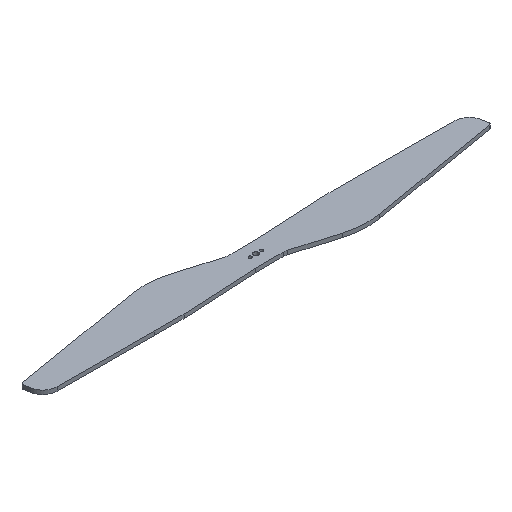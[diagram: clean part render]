
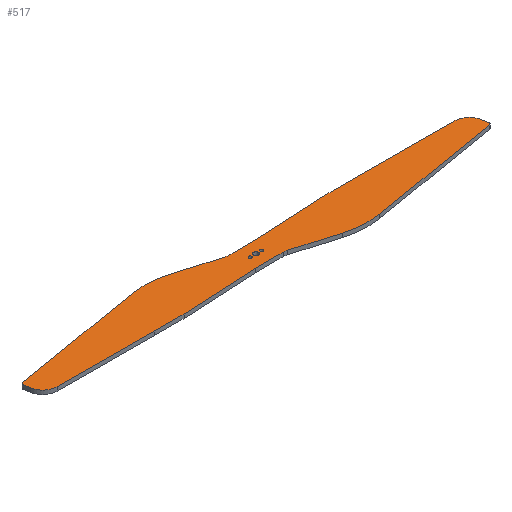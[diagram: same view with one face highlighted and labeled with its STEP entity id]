
A CAD part, isometric view. The second image highlights one B-rep face of the part: STEP entity #517.
In plain terms, the highlighted planar face has unit normal (0, 0, 1).
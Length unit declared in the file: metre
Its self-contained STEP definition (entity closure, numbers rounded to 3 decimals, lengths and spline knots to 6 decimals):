
#22=LINE('',#758,#72);
#26=LINE('',#767,#76);
#30=LINE('',#776,#80);
#32=LINE('',#780,#82);
#36=LINE('',#789,#86);
#42=LINE('',#802,#92);
#45=LINE('',#808,#95);
#48=LINE('',#814,#98);
#49=LINE('',#823,#99);
#50=LINE('',#827,#100);
#51=LINE('',#831,#101);
#52=LINE('',#835,#102);
#53=LINE('',#837,#103);
#54=LINE('',#839,#104);
#72=VECTOR('',#608,1.);
#76=VECTOR('',#614,1.);
#80=VECTOR('',#620,1.);
#82=VECTOR('',#624,1.);
#86=VECTOR('',#630,1.);
#92=VECTOR('',#638,1.);
#95=VECTOR('',#643,1.);
#98=VECTOR('',#648,1.);
#99=VECTOR('',#659,1.);
#100=VECTOR('',#662,1.);
#101=VECTOR('',#665,1.);
#102=VECTOR('',#668,1.);
#103=VECTOR('',#669,1.);
#104=VECTOR('',#670,1.);
#128=PLANE('',#561);
#172=ORIENTED_EDGE('',*,*,#310,.F.);
#173=ORIENTED_EDGE('',*,*,#313,.T.);
#174=ORIENTED_EDGE('',*,*,#314,.F.);
#175=ORIENTED_EDGE('',*,*,#315,.T.);
#176=ORIENTED_EDGE('',*,*,#316,.F.);
#177=ORIENTED_EDGE('',*,*,#317,.T.);
#178=ORIENTED_EDGE('',*,*,#318,.F.);
#179=ORIENTED_EDGE('',*,*,#319,.T.);
#180=ORIENTED_EDGE('',*,*,#320,.F.);
#181=ORIENTED_EDGE('',*,*,#321,.F.);
#182=ORIENTED_EDGE('',*,*,#322,.F.);
#183=ORIENTED_EDGE('',*,*,#284,.F.);
#184=ORIENTED_EDGE('',*,*,#323,.T.);
#185=ORIENTED_EDGE('',*,*,#288,.F.);
#186=ORIENTED_EDGE('',*,*,#324,.T.);
#187=ORIENTED_EDGE('',*,*,#292,.F.);
#188=ORIENTED_EDGE('',*,*,#325,.T.);
#189=ORIENTED_EDGE('',*,*,#294,.F.);
#190=ORIENTED_EDGE('',*,*,#326,.T.);
#191=ORIENTED_EDGE('',*,*,#298,.F.);
#192=ORIENTED_EDGE('',*,*,#304,.F.);
#193=ORIENTED_EDGE('',*,*,#307,.F.);
#194=ORIENTED_EDGE('',*,*,#281,.F.);
#195=ORIENTED_EDGE('',*,*,#311,.F.);
#196=ORIENTED_EDGE('',*,*,#327,.F.);
#281=EDGE_CURVE('',#353,#353,#403,.T.);
#284=EDGE_CURVE('',#356,#357,#22,.T.);
#288=EDGE_CURVE('',#360,#361,#26,.T.);
#292=EDGE_CURVE('',#364,#365,#30,.T.);
#294=EDGE_CURVE('',#366,#367,#32,.T.);
#298=EDGE_CURVE('',#370,#371,#36,.T.);
#304=EDGE_CURVE('',#375,#370,#42,.T.);
#307=EDGE_CURVE('',#377,#375,#45,.T.);
#310=EDGE_CURVE('',#379,#377,#48,.T.);
#311=EDGE_CURVE('',#380,#380,#404,.T.);
#313=EDGE_CURVE('',#379,#382,#406,.F.);
#314=EDGE_CURVE('',#383,#382,#49,.T.);
#315=EDGE_CURVE('',#383,#384,#407,.T.);
#316=EDGE_CURVE('',#385,#384,#50,.T.);
#317=EDGE_CURVE('',#385,#386,#408,.T.);
#318=EDGE_CURVE('',#387,#386,#51,.T.);
#319=EDGE_CURVE('',#387,#388,#409,.T.);
#320=EDGE_CURVE('',#389,#388,#52,.T.);
#321=EDGE_CURVE('',#390,#389,#53,.T.);
#322=EDGE_CURVE('',#357,#390,#54,.T.);
#323=EDGE_CURVE('',#356,#361,#410,.F.);
#324=EDGE_CURVE('',#360,#365,#411,.T.);
#325=EDGE_CURVE('',#364,#367,#412,.T.);
#326=EDGE_CURVE('',#366,#371,#413,.T.);
#327=EDGE_CURVE('',#391,#391,#414,.T.);
#353=VERTEX_POINT('',#751);
#356=VERTEX_POINT('',#757);
#357=VERTEX_POINT('',#759);
#360=VERTEX_POINT('',#766);
#361=VERTEX_POINT('',#768);
#364=VERTEX_POINT('',#775);
#365=VERTEX_POINT('',#777);
#366=VERTEX_POINT('',#781);
#367=VERTEX_POINT('',#782);
#370=VERTEX_POINT('',#790);
#371=VERTEX_POINT('',#791);
#375=VERTEX_POINT('',#801);
#377=VERTEX_POINT('',#807);
#379=VERTEX_POINT('',#813);
#380=VERTEX_POINT('',#817);
#382=VERTEX_POINT('',#822);
#383=VERTEX_POINT('',#824);
#384=VERTEX_POINT('',#826);
#385=VERTEX_POINT('',#828);
#386=VERTEX_POINT('',#830);
#387=VERTEX_POINT('',#832);
#388=VERTEX_POINT('',#834);
#389=VERTEX_POINT('',#836);
#390=VERTEX_POINT('',#838);
#391=VERTEX_POINT('',#845);
#403=CIRCLE('',#549,0.0025);
#404=CIRCLE('',#559,0.0015);
#406=CIRCLE('',#562,0.015);
#407=CIRCLE('',#563,0.08);
#408=CIRCLE('',#564,0.002);
#409=CIRCLE('',#565,0.015);
#410=CIRCLE('',#566,0.015);
#411=CIRCLE('',#567,0.08);
#412=CIRCLE('',#568,0.002);
#413=CIRCLE('',#569,0.015);
#414=CIRCLE('',#570,0.0015);
#436=EDGE_LOOP('',(#172,#173,#174,#175,#176,#177,#178,#179,#180,#181,#182,
#183,#184,#185,#186,#187,#188,#189,#190,#191,#192,#193));
#437=EDGE_LOOP('',(#194));
#438=EDGE_LOOP('',(#195));
#439=EDGE_LOOP('',(#196));
#472=FACE_BOUND('',#436,.T.);
#473=FACE_BOUND('',#437,.T.);
#474=FACE_BOUND('',#438,.T.);
#475=FACE_BOUND('',#439,.T.);
#517=ADVANCED_FACE('',(#472,#473,#474,#475),#128,.T.);
#549=AXIS2_PLACEMENT_3D('',#750,#602,#603);
#559=AXIS2_PLACEMENT_3D('',#816,#651,#652);
#561=AXIS2_PLACEMENT_3D('',#820,#655,#656);
#562=AXIS2_PLACEMENT_3D('',#821,#657,#658);
#563=AXIS2_PLACEMENT_3D('',#825,#660,#661);
#564=AXIS2_PLACEMENT_3D('',#829,#663,#664);
#565=AXIS2_PLACEMENT_3D('',#833,#666,#667);
#566=AXIS2_PLACEMENT_3D('',#840,#671,#672);
#567=AXIS2_PLACEMENT_3D('',#841,#673,#674);
#568=AXIS2_PLACEMENT_3D('',#842,#675,#676);
#569=AXIS2_PLACEMENT_3D('',#843,#677,#678);
#570=AXIS2_PLACEMENT_3D('',#844,#679,#680);
#602=DIRECTION('',(0.,0.,1.));
#603=DIRECTION('',(1.,0.,0.));
#608=DIRECTION('',(1.,0.,0.));
#614=DIRECTION('',(0.959,-0.284,0.));
#620=DIRECTION('',(0.986,0.166,0.));
#624=DIRECTION('',(-0.166,0.986,0.));
#630=DIRECTION('',(-1.,0.005,0.));
#638=DIRECTION('',(-1.,0.,0.));
#643=DIRECTION('',(-0.999,-0.052,0.));
#648=DIRECTION('',(-1.,0.,0.));
#651=DIRECTION('',(0.,0.,1.));
#652=DIRECTION('',(1.,0.,0.));
#655=DIRECTION('',(0.,0.,1.));
#656=DIRECTION('',(1.,0.,0.));
#657=DIRECTION('',(0.,0.,1.));
#658=DIRECTION('',(-1.,0.,0.));
#659=DIRECTION('',(-0.959,0.284,0.));
#660=DIRECTION('',(0.,0.,1.));
#661=DIRECTION('',(-1.,0.,0.));
#662=DIRECTION('',(-0.986,-0.166,0.));
#663=DIRECTION('',(0.,0.,1.));
#664=DIRECTION('',(-1.,0.,0.));
#665=DIRECTION('',(0.166,-0.986,0.));
#666=DIRECTION('',(0.,0.,1.));
#667=DIRECTION('',(-1.,0.,0.));
#668=DIRECTION('',(1.,-0.005,0.));
#669=DIRECTION('',(1.,0.,0.));
#670=DIRECTION('',(0.999,0.052,0.));
#671=DIRECTION('',(0.,0.,1.));
#672=DIRECTION('',(1.,0.,0.));
#673=DIRECTION('',(0.,0.,1.));
#674=DIRECTION('',(1.,0.,0.));
#675=DIRECTION('',(0.,0.,1.));
#676=DIRECTION('',(1.,0.,0.));
#677=DIRECTION('',(0.,0.,1.));
#678=DIRECTION('',(1.,0.,0.));
#679=DIRECTION('',(0.,0.,1.));
#680=DIRECTION('',(-1.,0.,0.));
#750=CARTESIAN_POINT('',(0.,0.,0.004));
#751=CARTESIAN_POINT('',(0.0025,0.,0.004));
#757=CARTESIAN_POINT('',(-0.015146,0.0125,0.004));
#758=CARTESIAN_POINT('',(-0.00866,0.0125,0.004));
#759=CARTESIAN_POINT('',(0.013229,0.0125,0.004));
#766=CARTESIAN_POINT('',(-0.06226,0.025811,0.004));
#767=CARTESIAN_POINT('',(-0.04866,0.021783,0.004));
#768=CARTESIAN_POINT('',(-0.019406,0.013118,0.004));
#775=CARTESIAN_POINT('',(-0.233028,0.005332,0.004));
#776=CARTESIAN_POINT('',(-0.1575,0.018033,0.004));
#777=CARTESIAN_POINT('',(-0.098246,0.027997,0.004));
#780=CARTESIAN_POINT('',(-0.233234,-0.0055,0.004));
#781=CARTESIAN_POINT('',(-0.233563,-0.003547,0.004));
#782=CARTESIAN_POINT('',(-0.234668,0.003028,0.004));
#789=CARTESIAN_POINT('',(-0.175734,-0.016262,0.004));
#790=CARTESIAN_POINT('',(-0.12,-0.016523,0.004));
#791=CARTESIAN_POINT('',(-0.218841,-0.016059,0.004));
#801=CARTESIAN_POINT('',(-0.09,-0.016523,0.004));
#802=CARTESIAN_POINT('',(-0.105,-0.016523,0.004));
#807=CARTESIAN_POINT('',(-0.013229,-0.0125,0.004));
#808=CARTESIAN_POINT('',(-0.051614,-0.014512,0.004));
#813=CARTESIAN_POINT('',(0.015146,-0.0125,0.004));
#814=CARTESIAN_POINT('',(-0.006614,-0.0125,0.004));
#816=CARTESIAN_POINT('',(-0.006,0.,0.004));
#817=CARTESIAN_POINT('',(-0.0045,0.,0.004));
#820=CARTESIAN_POINT('',(-0.1075,0.004606,0.004));
#821=CARTESIAN_POINT('',(0.015146,-0.0275,0.004));
#822=CARTESIAN_POINT('',(0.019406,-0.013118,0.004));
#823=CARTESIAN_POINT('',(0.04866,-0.021783,0.004));
#824=CARTESIAN_POINT('',(0.06226,-0.025811,0.004));
#825=CARTESIAN_POINT('',(0.084979,0.050895,0.004));
#826=CARTESIAN_POINT('',(0.098246,-0.027997,0.004));
#827=CARTESIAN_POINT('',(0.1575,-0.018033,0.004));
#828=CARTESIAN_POINT('',(0.233028,-0.005332,0.004));
#829=CARTESIAN_POINT('',(0.232696,-0.003359,0.004));
#830=CARTESIAN_POINT('',(0.234668,-0.003028,0.004));
#831=CARTESIAN_POINT('',(0.233234,0.0055,0.004));
#832=CARTESIAN_POINT('',(0.233563,0.003547,0.004));
#833=CARTESIAN_POINT('',(0.21877,0.001059,0.004));
#834=CARTESIAN_POINT('',(0.218841,0.016059,0.004));
#835=CARTESIAN_POINT('',(0.175734,0.016262,0.004));
#836=CARTESIAN_POINT('',(0.12,0.016523,0.004));
#837=CARTESIAN_POINT('',(0.105,0.016523,0.004));
#838=CARTESIAN_POINT('',(0.09,0.016523,0.004));
#839=CARTESIAN_POINT('',(0.051614,0.014512,0.004));
#840=CARTESIAN_POINT('',(-0.015146,0.0275,0.004));
#841=CARTESIAN_POINT('',(-0.084979,-0.050895,0.004));
#842=CARTESIAN_POINT('',(-0.232696,0.003359,0.004));
#843=CARTESIAN_POINT('',(-0.21877,-0.001059,0.004));
#844=CARTESIAN_POINT('',(0.006,0.,0.004));
#845=CARTESIAN_POINT('',(0.0045,0.,0.004));
